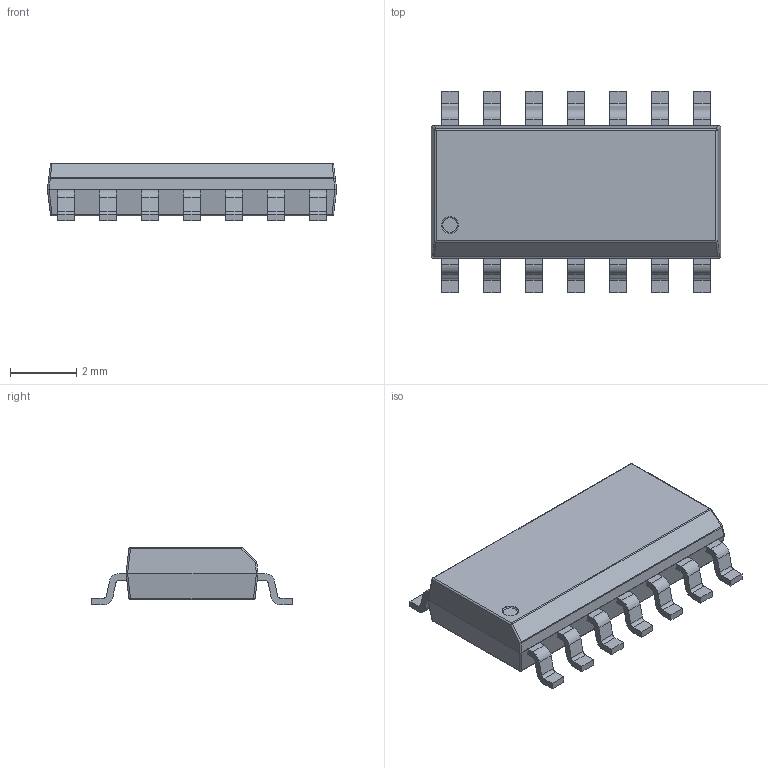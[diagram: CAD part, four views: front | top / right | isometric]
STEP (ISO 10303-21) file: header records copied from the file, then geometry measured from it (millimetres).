
FILE_DESCRIPTION(('STEP AP214'), '1');
FILE_NAME('SOIC-14', '', ('UNSPECIFIED'), ('UNSPECIFIED'), 'ASCON STEP Converter 1.3', 'ASCON Math Kernel', '');
FILE_SCHEMA(('AUTOMOTIVE_DESIGN { 1 0 10303 214 3 1 1}'));
Length unit declared in the file: millimetre
Bounding box: 8.75 x 6.08 x 1.75 mm (x, y, z)
Volume: 55.6 mm3; surface area: 139.8 mm2
Topology: 15 solids, 15 shells, 240 faces, 726 edges, 545 vertices
Faces by surface type: plane 152, cylinder 79, bspline 8, torus 1
Full cylindrical faces by diameter (mm): 0.5 x1
Entity records: 10330 total; most frequent: CARTESIAN_POINT 1686, DIRECTION 1333, ORIENTED_EDGE 1224, EDGE_CURVE 612, LINE 493, VECTOR 493, AXIS2_PLACEMENT_3D 420, VERTEX_POINT 405
